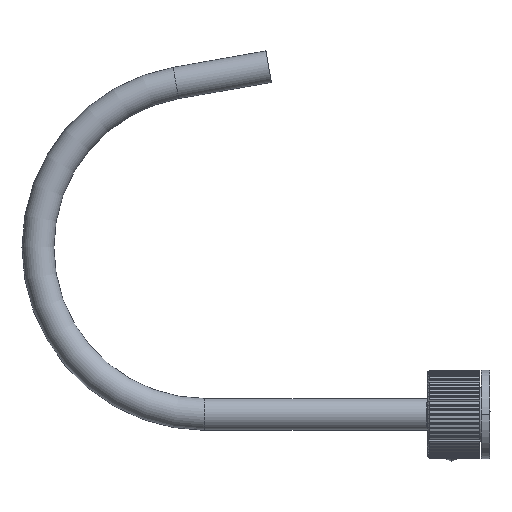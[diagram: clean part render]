
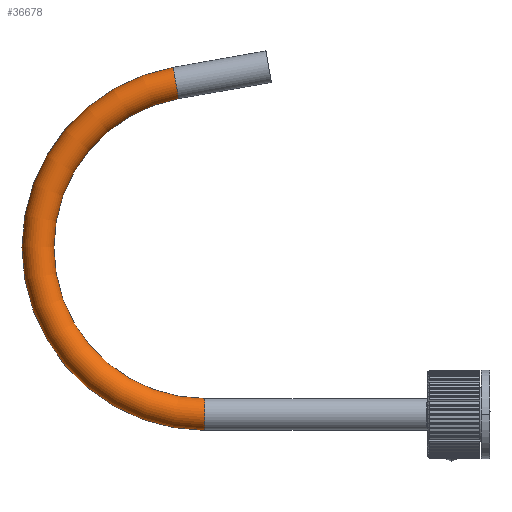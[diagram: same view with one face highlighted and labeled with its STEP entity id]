
A CAD part, left-side view. The second image highlights one B-rep face of the part: STEP entity #36678.
In plain terms, the highlighted toroidal (fillet/blend) face has major radius 94.315 mm and minor radius 9 mm.
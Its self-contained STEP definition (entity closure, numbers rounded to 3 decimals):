
#27230=CARTESIAN_POINT('',(0.,166.,0.));
#27231=DIRECTION('',(0.,1.,0.));
#27232=DIRECTION('',(0.,0.,-1.));
#27233=AXIS2_PLACEMENT_3D('',#27230,#27231,#27232);
#27235=CARTESIAN_POINT('',(0.,166.,94.315));
#27236=DIRECTION('',(1.,0.,0.));
#27237=DIRECTION('',(0.,0.,-1.));
#27238=AXIS2_PLACEMENT_3D('',#27235,#27236,#27237);
#27245=CARTESIAN_POINT('',(0.,166.,94.315));
#27246=DIRECTION('',(1.,0.,0.));
#27247=DIRECTION('',(0.,0.,-1.));
#27248=AXIS2_PLACEMENT_3D('',#27245,#27246,#27247);
#27273=CARTESIAN_POINT('',(0.,182.378,187.198));
#27274=DIRECTION('',(0.,-0.985,0.174));
#27275=DIRECTION('',(0.,0.174,0.985));
#27276=AXIS2_PLACEMENT_3D('',#27273,#27274,#27275);
#34405=CARTESIAN_POINT('',(0.,166.,9.));
#34406=CARTESIAN_POINT('',(0.,166.,-9.));
#34407=VERTEX_POINT('',#34405);
#34408=VERTEX_POINT('',#34406);
#34409=CARTESIAN_POINT('',(0.,180.815,178.334));
#34410=CARTESIAN_POINT('',(0.,183.941,196.061));
#34411=VERTEX_POINT('',#34409);
#34412=VERTEX_POINT('',#34410);
#36664=CARTESIAN_POINT('',(0.,166.,94.315));
#36665=DIRECTION('',(1.,0.,0.));
#36666=DIRECTION('',(0.,0.,1.));
#36667=AXIS2_PLACEMENT_3D('',#36664,#36665,#36666);
#36668=TOROIDAL_SURFACE('',#36667,94.315,9.);
#36669=ORIENTED_EDGE('',*,*,#36651,.F.);
#36671=ORIENTED_EDGE('',*,*,#36670,.T.);
#36673=ORIENTED_EDGE('',*,*,#36672,.T.);
#36675=ORIENTED_EDGE('',*,*,#36674,.F.);
#36676=EDGE_LOOP('',(#36669,#36671,#36673,#36675));
#36677=FACE_OUTER_BOUND('',#36676,.F.);
#36678=ADVANCED_FACE('',(#36677),#36668,.T.);
#27234=CIRCLE('',#27233,9.);
#27239=CIRCLE('',#27238,103.315);
#27249=CIRCLE('',#27248,85.315);
#27277=CIRCLE('',#27276,9.);
#36651=EDGE_CURVE('',#34408,#34407,#27234,.T.);
#36670=EDGE_CURVE('',#34408,#34412,#27239,.T.);
#36672=EDGE_CURVE('',#34412,#34411,#27277,.T.);
#36674=EDGE_CURVE('',#34407,#34411,#27249,.T.);
